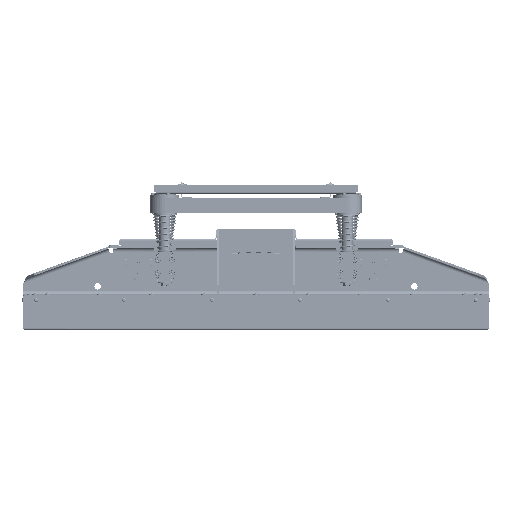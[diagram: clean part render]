
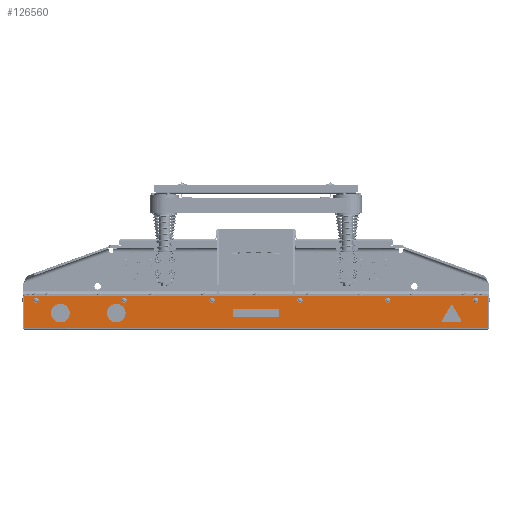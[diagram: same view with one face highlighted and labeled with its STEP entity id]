
A CAD part, front view. The second image highlights one B-rep face of the part: STEP entity #126560.
In plain terms, the highlighted planar face has unit normal (0, -1, 0).
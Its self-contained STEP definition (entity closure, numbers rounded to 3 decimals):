
#2413=FACE_BOUND('',#15691,.T.);
#2414=FACE_BOUND('',#15692,.T.);
#2415=FACE_BOUND('',#15693,.T.);
#2416=FACE_BOUND('',#15694,.T.);
#2417=FACE_BOUND('',#15695,.T.);
#2418=FACE_BOUND('',#15696,.T.);
#4337=PLANE('',#134820);
#8454=FACE_OUTER_BOUND('',#15690,.T.);
#15690=EDGE_LOOP('',(#83074,#83075,#83076,#83077,#83078,#83079));
#15691=EDGE_LOOP('',(#83080));
#15692=EDGE_LOOP('',(#83081));
#15693=EDGE_LOOP('',(#83082));
#15694=EDGE_LOOP('',(#83083));
#15695=EDGE_LOOP('',(#83084));
#15696=EDGE_LOOP('',(#83085));
#24397=LINE('',#189436,#34166);
#24400=LINE('',#189444,#34169);
#24453=LINE('',#189729,#34222);
#24459=LINE('',#189756,#34228);
#24464=LINE('',#189817,#34233);
#24466=LINE('',#189820,#34235);
#34166=VECTOR('',#150242,10.);
#34169=VECTOR('',#150249,10.);
#34222=VECTOR('',#150402,10.);
#34228=VECTOR('',#150412,10.);
#34233=VECTOR('',#150419,10.);
#34235=VECTOR('',#150423,10.);
#43995=CIRCLE('',#134062,6.925);
#44013=CIRCLE('',#134100,6.925);
#44035=CIRCLE('',#134140,6.925);
#44052=CIRCLE('',#134174,6.925);
#44069=CIRCLE('',#134208,6.925);
#44086=CIRCLE('',#134242,6.925);
#50841=VERTEX_POINT('',#186099);
#50894=VERTEX_POINT('',#186453);
#50922=VERTEX_POINT('',#186546);
#50948=VERTEX_POINT('',#186628);
#50974=VERTEX_POINT('',#186710);
#51000=VERTEX_POINT('',#186792);
#51525=VERTEX_POINT('',#189432);
#51527=VERTEX_POINT('',#189435);
#51529=VERTEX_POINT('',#189440);
#51530=VERTEX_POINT('',#189442);
#51575=VERTEX_POINT('',#189727);
#51576=VERTEX_POINT('',#189728);
#62735=EDGE_CURVE('',#50841,#50841,#43995,.T.);
#62802=EDGE_CURVE('',#50894,#50894,#44013,.T.);
#62849=EDGE_CURVE('',#50922,#50922,#44035,.T.);
#62888=EDGE_CURVE('',#50948,#50948,#44052,.T.);
#62927=EDGE_CURVE('',#50974,#50974,#44069,.T.);
#62966=EDGE_CURVE('',#51000,#51000,#44086,.T.);
#63745=EDGE_CURVE('',#51525,#51527,#24397,.T.);
#63749=EDGE_CURVE('',#51530,#51529,#24400,.T.);
#63830=EDGE_CURVE('',#51575,#51576,#24453,.T.);
#63838=EDGE_CURVE('',#51527,#51576,#24459,.T.);
#63845=EDGE_CURVE('',#51575,#51530,#24464,.T.);
#63847=EDGE_CURVE('',#51529,#51525,#24466,.T.);
#83074=ORIENTED_EDGE('',*,*,#63830,.T.);
#83075=ORIENTED_EDGE('',*,*,#63838,.F.);
#83076=ORIENTED_EDGE('',*,*,#63745,.F.);
#83077=ORIENTED_EDGE('',*,*,#63847,.F.);
#83078=ORIENTED_EDGE('',*,*,#63749,.F.);
#83079=ORIENTED_EDGE('',*,*,#63845,.F.);
#83080=ORIENTED_EDGE('',*,*,#62735,.T.);
#83081=ORIENTED_EDGE('',*,*,#62802,.T.);
#83082=ORIENTED_EDGE('',*,*,#62849,.T.);
#83083=ORIENTED_EDGE('',*,*,#62888,.T.);
#83084=ORIENTED_EDGE('',*,*,#62927,.T.);
#83085=ORIENTED_EDGE('',*,*,#62966,.T.);
#126560=ADVANCED_FACE('',(#8454,#2413,#2414,#2415,#2416,#2417,#2418),#4337,
 .F.);
#134062=AXIS2_PLACEMENT_3D('',#186101,#148268,#148269);
#134100=AXIS2_PLACEMENT_3D('',#186455,#148379,#148380);
#134140=AXIS2_PLACEMENT_3D('',#186548,#148484,#148485);
#134174=AXIS2_PLACEMENT_3D('',#186630,#148574,#148575);
#134208=AXIS2_PLACEMENT_3D('',#186712,#148664,#148665);
#134242=AXIS2_PLACEMENT_3D('',#186794,#148754,#148755);
#134820=AXIS2_PLACEMENT_3D('',#189819,#150421,#150422);
#148268=DIRECTION('center_axis',(0.,1.,0.));
#148269=DIRECTION('ref_axis',(1.,0.,-0.031));
#148379=DIRECTION('center_axis',(0.,1.,0.));
#148380=DIRECTION('ref_axis',(1.,0.,-0.031));
#148484=DIRECTION('center_axis',(0.,1.,0.));
#148485=DIRECTION('ref_axis',(1.,0.,-0.031));
#148574=DIRECTION('center_axis',(0.,1.,0.));
#148575=DIRECTION('ref_axis',(1.,0.,-0.031));
#148664=DIRECTION('center_axis',(0.,1.,0.));
#148665=DIRECTION('ref_axis',(1.,0.,-0.031));
#148754=DIRECTION('center_axis',(0.,1.,0.));
#148755=DIRECTION('ref_axis',(1.,0.,-0.031));
#150242=DIRECTION('',(1.,0.,0.));
#150249=DIRECTION('',(1.,0.,0.));
#150402=DIRECTION('',(1.,0.,0.));
#150412=DIRECTION('',(0.,0.,-1.));
#150419=DIRECTION('',(0.,0.,1.));
#150421=DIRECTION('center_axis',(0.,1.,0.));
#150422=DIRECTION('ref_axis',(1.,0.,0.));
#150423=DIRECTION('',(1.,0.,0.));
#186099=CARTESIAN_POINT('',(583.078,-525.014,-9.782));
#186101=CARTESIAN_POINT('Origin',(590.,-525.014,-10.));
#186453=CARTESIAN_POINT('',(347.078,-525.014,-9.782));
#186455=CARTESIAN_POINT('Origin',(354.,-525.014,-10.));
#186546=CARTESIAN_POINT('',(111.078,-525.014,-9.782));
#186548=CARTESIAN_POINT('Origin',(118.,-525.014,-10.));
#186628=CARTESIAN_POINT('',(-124.922,-525.014,-9.782));
#186630=CARTESIAN_POINT('Origin',(-118.,-525.014,-10.));
#186710=CARTESIAN_POINT('',(-360.922,-525.014,-9.782));
#186712=CARTESIAN_POINT('Origin',(-354.,-525.014,-10.));
#186792=CARTESIAN_POINT('',(-596.922,-525.014,-9.782));
#186794=CARTESIAN_POINT('Origin',(-590.,-525.014,-10.));
#189432=CARTESIAN_POINT('',(622.321,-525.014,0.));
#189435=CARTESIAN_POINT('',(622.929,-525.014,0.));
#189436=CARTESIAN_POINT('',(-622.929,-525.014,0.));
#189440=CARTESIAN_POINT('',(-622.321,-525.014,0.));
#189442=CARTESIAN_POINT('',(-622.929,-525.014,0.));
#189444=CARTESIAN_POINT('',(-622.929,-525.014,0.));
#189727=CARTESIAN_POINT('',(-622.929,-525.014,-86.));
#189728=CARTESIAN_POINT('',(622.929,-525.014,-86.));
#189729=CARTESIAN_POINT('',(0.,-525.014,-86.));
#189756=CARTESIAN_POINT('',(622.929,-525.014,-86.));
#189817=CARTESIAN_POINT('',(-622.929,-525.014,-86.));
#189819=CARTESIAN_POINT('Origin',(0.,-525.014,
-44.944));
#189820=CARTESIAN_POINT('',(0.,-525.014,0.));
